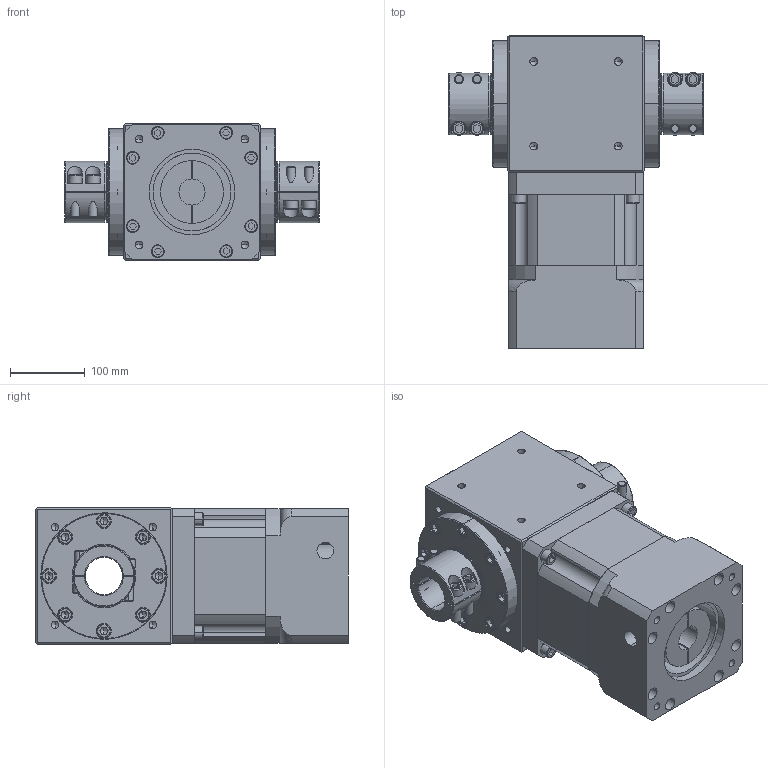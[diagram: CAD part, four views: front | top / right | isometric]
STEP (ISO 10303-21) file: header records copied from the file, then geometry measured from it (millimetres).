
FILE_DESCRIPTION (( 'STEP AP214' ), '1' );
FILE_NAME ('RA180-L1-XX-D-35-114.3-200-M12_2019.STEP', '2019-05-22T02:32:55', ( 'Y' ), ( 'NCU' ), 'SwSTEP 2.0', 'SolidWorks 2016', '' );
FILE_SCHEMA (( 'AUTOMOTIVE_DESIGN' ));
Length unit declared in the file: millimetre
Products named in the file (1): RA180-L1-XX-D-35-114.3-200-M12_2019
Bounding box: 341 x 418.5 x 183 mm (x, y, z)
Volume: 13659188.3 mm3; surface area: 881415.8 mm2
Topology: 4 solids, 20 shells, 1055 faces, 2530 edges, 1572 vertices
Faces by surface type: plane 475, cylinder 368, cone 142, torus 70
Entity records: 33431 total; most frequent: CARTESIAN_POINT 6910, DIRECTION 5484, ORIENTED_EDGE 4868, EDGE_CURVE 2434, AXIS2_PLACEMENT_3D 2058, VERTEX_POINT 1572, LINE 1368, VECTOR 1368
